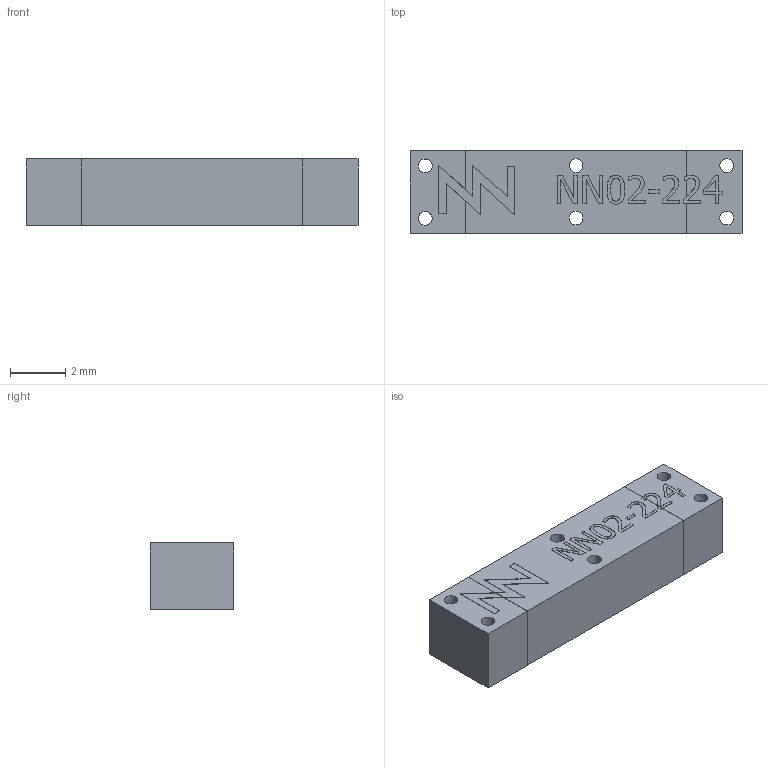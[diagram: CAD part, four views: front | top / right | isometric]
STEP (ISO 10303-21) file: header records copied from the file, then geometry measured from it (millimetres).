
FILE_DESCRIPTION(/* description */ (''),/* implementation_level */ '2;1');
FILE_NAME(/* name */ 'NN02-224.stp',/* time_stamp */ '2020-01-17T17:54:39+01:00',/* author */ ('matlab'),/* organization */ (''),/* preprocessor_version */ 'ST-DEVELOPER v16.1',/* originating_system */ 'Autodesk Inventor LT ',/* authorisation */ '');
FILE_SCHEMA (('AUTOMOTIVE_DESIGN { 1 0 10303 214 3 1 1 }'));
Length unit declared in the file: millimetre
Products named in the file (1): NN02-224
Bounding box: 12 x 3.01 x 2.41 mm (x, y, z)
Volume: 83.6 mm3; surface area: 196 mm2
Topology: 4 solids, 4 shells, 150 faces, 405 edges, 268 vertices
Faces by surface type: plane 99, bspline 45, cylinder 6
Full cylindrical faces by diameter (mm): 0.5 x6
Entity records: 4948 total; most frequent: CARTESIAN_POINT 1409, ORIENTED_EDGE 798, DIRECTION 530, EDGE_CURVE 399, LINE 294, VECTOR 294, VERTEX_POINT 268, EDGE_LOOP 177
